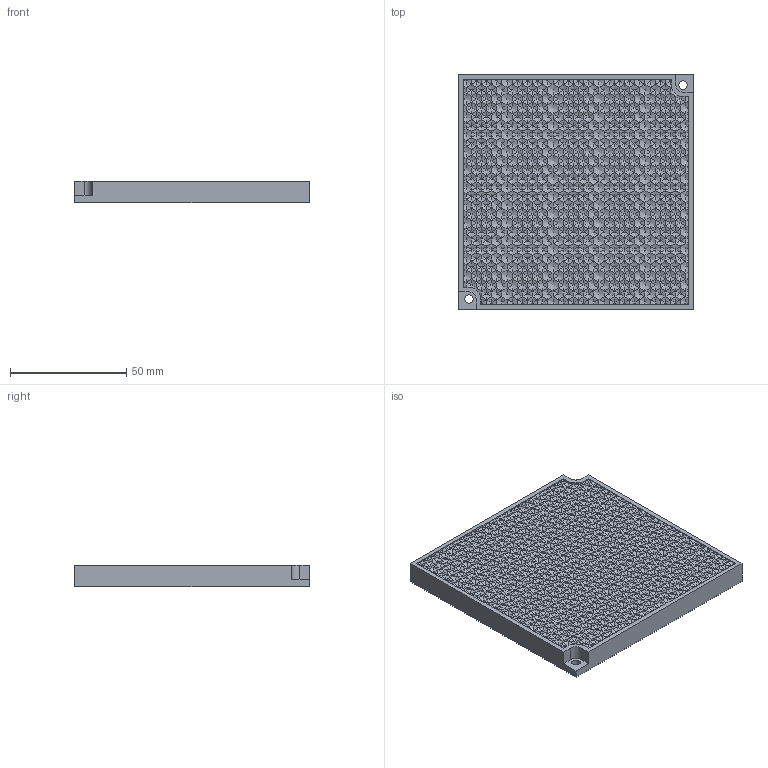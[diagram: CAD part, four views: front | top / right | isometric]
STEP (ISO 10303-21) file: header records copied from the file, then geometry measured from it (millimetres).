
FILE_DESCRIPTION(('Creo Elements/Direct Modeling STEP Export'),'2;1');
FILE_NAME('ER100.stp','2017-08-30T12:29:39',('Palle Edslev '),('EDSLEV A/S'),'Creo Elements/Direct Modeling STEP processor for AP214 (Solid Model)','Creo Elements/Direct Modeling 18.1H 24-Oct-2015 (C) Parametric Technology GmbH','');
FILE_SCHEMA(('AUTOMOTIVE_DESIGN { 1 0 10303 214 1 1 1 1 }'));
Products named in the file (1): ER100
Bounding box: 101.1 x 101.1 x 9.46 mm (x, y, z)
Volume: 86726 mm3; surface area: 25267.5 mm2
Topology: 1 solids, 1 shells, 3515 faces, 5565 edges, 2054 vertices
Faces by surface type: plane 3505, cylinder 10
Entity records: 71142 total; most frequent: DIRECTION 12589, ORIENTED_EDGE 11130, CARTESIAN_POINT 11110, EDGE_CURVE 5565, VECTOR 5523, LINE 5523, AXIS2_PLACEMENT_3D 3533, EDGE_LOOP 3521
